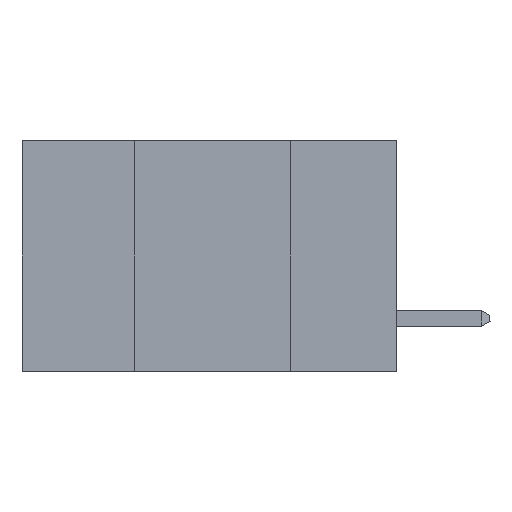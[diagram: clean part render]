
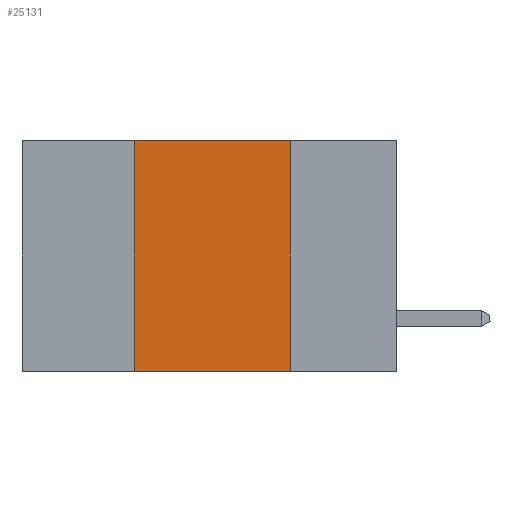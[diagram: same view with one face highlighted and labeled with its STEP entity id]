
A CAD part, left-side view. The second image highlights one B-rep face of the part: STEP entity #25131.
In plain terms, the highlighted planar face has unit normal (-1, 0, 0).
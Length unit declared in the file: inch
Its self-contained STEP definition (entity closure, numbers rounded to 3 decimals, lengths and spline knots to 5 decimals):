
#572 = DIRECTION ( 'NONE',  ( 0., -1., 0. ) ) ;
#1142 = EDGE_CURVE ( 'NONE', #22361, #2867, #14175, .T. ) ;
#1644 = ORIENTED_EDGE ( 'NONE', *, *, #24559, .T. ) ;
#2867 = VERTEX_POINT ( 'NONE', #8746 ) ;
#5283 = CARTESIAN_POINT ( 'NONE',  ( 0., 0.6, 0. ) ) ;
#5393 = PLANE ( 'NONE',  #13359 ) ;
#6170 = CARTESIAN_POINT ( 'NONE',  ( 0., 0.17, 0. ) ) ;
#6182 = VECTOR ( 'NONE', #9419, 39.37008 ) ;
#7814 = DIRECTION ( 'NONE',  ( 1., 0., 0. ) ) ;
#8746 = CARTESIAN_POINT ( 'NONE',  ( 0., 0.17, -0.37 ) ) ;
#9403 = VERTEX_POINT ( 'NONE', #22388 ) ;
#9419 = DIRECTION ( 'NONE',  ( 0., 0., -1. ) ) ;
#10912 = ORIENTED_EDGE ( 'NONE', *, *, #27762, .F. ) ;
#12043 = VECTOR ( 'NONE', #20164, 39.37008 ) ;
#12820 = LINE ( 'NONE', #27306, #12043 ) ;
#13359 = AXIS2_PLACEMENT_3D ( 'NONE', #5283, #7814, #24828 ) ;
#14175 = LINE ( 'NONE', #6170, #6182 ) ;
#14700 = FACE_OUTER_BOUND ( 'NONE', #22334, .T. ) ;
#15814 = ORIENTED_EDGE ( 'NONE', *, *, #1142, .F. ) ;
#16096 = LINE ( 'NONE', #20458, #28170 ) ;
#18896 = VERTEX_POINT ( 'NONE', #28321 ) ;
#19146 = EDGE_CURVE ( 'NONE', #9403, #22361, #20875, .T. ) ;
#20064 = CARTESIAN_POINT ( 'NONE',  ( 0., 0.6, 0. ) ) ;
#20164 = DIRECTION ( 'NONE',  ( 0., -1., 0. ) ) ;
#20458 = CARTESIAN_POINT ( 'NONE',  ( 0., 0.42, 0. ) ) ;
#20875 = LINE ( 'NONE', #20064, #25789 ) ;
#22334 = EDGE_LOOP ( 'NONE', ( #15814, #31323, #10912, #1644 ) ) ;
#22361 = VERTEX_POINT ( 'NONE', #23005 ) ;
#22388 = CARTESIAN_POINT ( 'NONE',  ( 0., 0.42, 0. ) ) ;
#22893 = DIRECTION ( 'NONE',  ( 0., 0., 1. ) ) ;
#23005 = CARTESIAN_POINT ( 'NONE',  ( 0., 0.17, 0. ) ) ;
#24559 = EDGE_CURVE ( 'NONE', #18896, #2867, #12820, .T. ) ;
#24828 = DIRECTION ( 'NONE',  ( 0., 0., -1. ) ) ;
#25131 = ADVANCED_FACE ( 'NONE', ( #14700 ), #5393, .F. ) ;
#25789 = VECTOR ( 'NONE', #572, 39.37008 ) ;
#27306 = CARTESIAN_POINT ( 'NONE',  ( 0., 0.6, -0.37 ) ) ;
#27762 = EDGE_CURVE ( 'NONE', #18896, #9403, #16096, .T. ) ;
#28170 = VECTOR ( 'NONE', #22893, 39.37008 ) ;
#28321 = CARTESIAN_POINT ( 'NONE',  ( 0., 0.42, -0.37 ) ) ;
#31323 = ORIENTED_EDGE ( 'NONE', *, *, #19146, .F. ) ;
